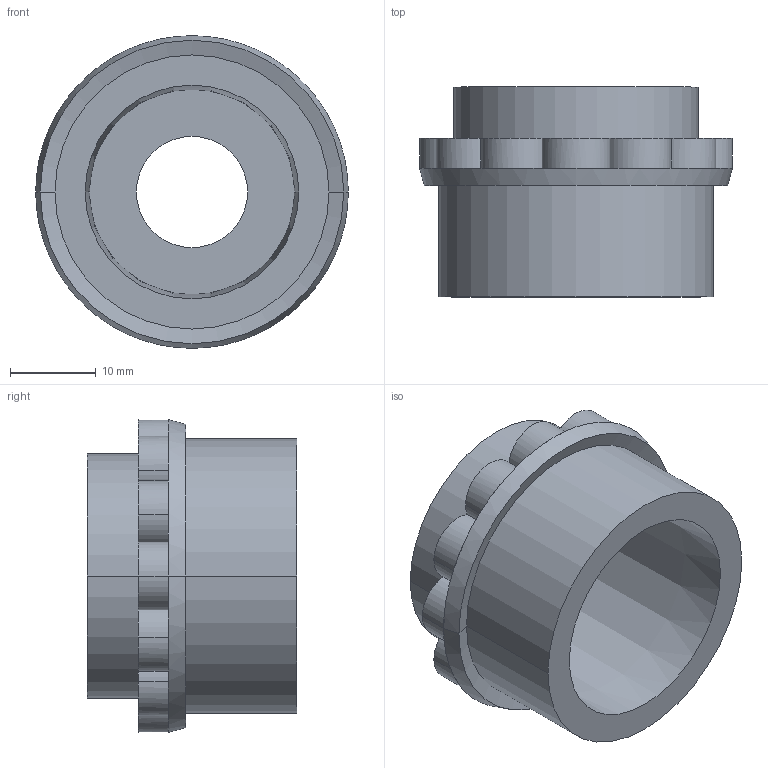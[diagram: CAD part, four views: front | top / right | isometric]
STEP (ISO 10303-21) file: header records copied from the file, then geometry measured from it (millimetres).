
FILE_DESCRIPTION (( 'STEP AP214' ), '1' );
FILE_NAME ('2032023.stp', '2022-11-17T13:04:33', ( '' ), ( '' ), 'SwSTEP 2.0', 'SolidWorks 2020', '' );
FILE_SCHEMA (( 'AUTOMOTIVE_DESIGN' ));
Length unit declared in the file: millimetre
Products named in the file (1): 2032023
Bounding box: 36.5 x 24.5 x 36.5 mm (x, y, z)
Volume: 8605 mm3; surface area: 6169.9 mm2
Topology: 1 solids, 1 shells, 49 faces, 116 edges, 71 vertices
Faces by surface type: cylinder 28, plane 16, cone 5
Entity records: 1486 total; most frequent: DIRECTION 296, CARTESIAN_POINT 234, ORIENTED_EDGE 228, AXIS2_PLACEMENT_3D 132, EDGE_CURVE 114, CIRCLE 82, VERTEX_POINT 70, EDGE_LOOP 54
